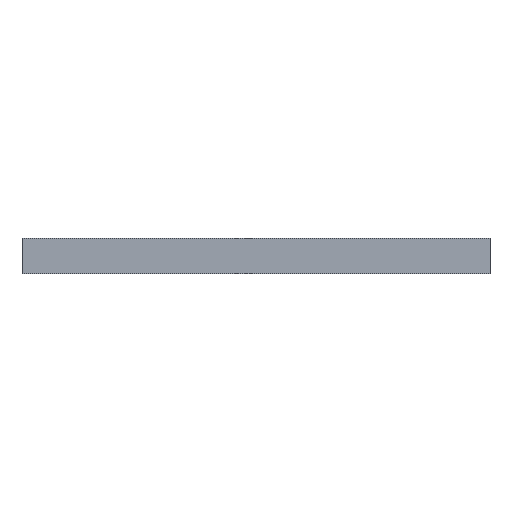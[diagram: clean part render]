
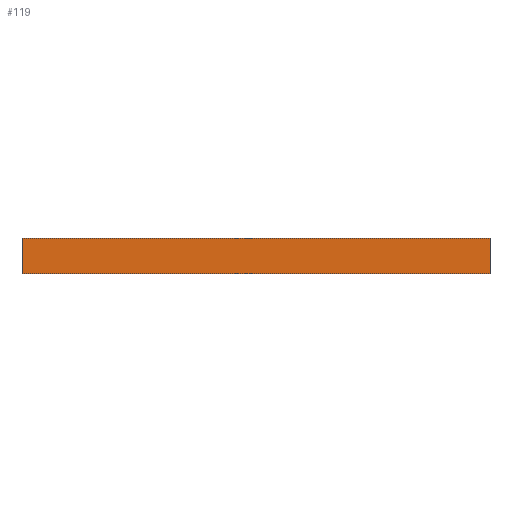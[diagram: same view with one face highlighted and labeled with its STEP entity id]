
A CAD part, front view. The second image highlights one B-rep face of the part: STEP entity #119.
In plain terms, the highlighted planar face has unit normal (0, -1, 0).
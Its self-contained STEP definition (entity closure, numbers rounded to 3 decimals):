
#119 = ADVANCED_FACE ( 'NONE', ( #2059 ), #1802, .F. ) ;
#393 = EDGE_CURVE ( 'NONE', #3971, #3970, #2695, .T. ) ;
#421 = EDGE_CURVE ( 'NONE', #3975, #3967, #2733, .T. ) ;
#426 = EDGE_CURVE ( 'NONE', #3971, #3975, #2742, .T. ) ;
#428 = EDGE_CURVE ( 'NONE', #3970, #3967, #2745, .T. ) ;
#919 = EDGE_LOOP ( 'NONE', ( #1014, #1015, #1016, #1017 ) ) ;
#1014 = ORIENTED_EDGE ( 'NONE', *, *, #421, .T. ) ;
#1015 = ORIENTED_EDGE ( 'NONE', *, *, #428, .F. ) ;
#1016 = ORIENTED_EDGE ( 'NONE', *, *, #393, .F. ) ;
#1017 = ORIENTED_EDGE ( 'NONE', *, *, #426, .T. ) ;
#1700 = AXIS2_PLACEMENT_3D ( 'NONE', #1794, #1804, #1805 ) ;
#1794 = CARTESIAN_POINT ( 'NONE',  ( 0., 0., 12. ) ) ;
#1802 = PLANE ( 'NONE',  #1700 ) ;
#1804 = DIRECTION ( 'NONE',  ( 0., 1., 0. ) ) ;
#1805 = DIRECTION ( 'NONE',  ( 0., 0., 1. ) ) ;
#2059 = FACE_OUTER_BOUND ( 'NONE', #919, .T. ) ;
#2695 = LINE ( 'NONE', #3074, #2704 ) ;
#2704 = VECTOR ( 'NONE', #3078, 1000. ) ;
#2733 = LINE ( 'NONE', #3497, #2738 ) ;
#2738 = VECTOR ( 'NONE', #3500, 1000. ) ;
#2742 = LINE ( 'NONE', #3507, #2744 ) ;
#2744 = VECTOR ( 'NONE', #3508, 1000. ) ;
#2745 = LINE ( 'NONE', #3517, #2748 ) ;
#2748 = VECTOR ( 'NONE', #3518, 1000. ) ;
#3074 = CARTESIAN_POINT ( 'NONE',  ( 0., 0., 12. ) ) ;
#3078 = DIRECTION ( 'NONE',  ( 1., 0., 0. ) ) ;
#3497 = CARTESIAN_POINT ( 'NONE',  ( 0., 0., 0. ) ) ;
#3500 = DIRECTION ( 'NONE',  ( 1., 0., 0. ) ) ;
#3507 = CARTESIAN_POINT ( 'NONE',  ( 0., 0., 12. ) ) ;
#3508 = DIRECTION ( 'NONE',  ( 0., 0., -1. ) ) ;
#3517 = CARTESIAN_POINT ( 'NONE',  ( 160., 0., 12. ) ) ;
#3518 = DIRECTION ( 'NONE',  ( 0., 0., -1. ) ) ;
#3864 = CARTESIAN_POINT ( 'NONE',  ( 160., 0., 0. ) ) ;
#3866 = CARTESIAN_POINT ( 'NONE',  ( 160., 0., 12. ) ) ;
#3868 = CARTESIAN_POINT ( 'NONE',  ( 0., 0., 12. ) ) ;
#3870 = CARTESIAN_POINT ( 'NONE',  ( 0., 0., 0. ) ) ;
#3967 = VERTEX_POINT ( 'NONE', #3864 ) ;
#3970 = VERTEX_POINT ( 'NONE', #3866 ) ;
#3971 = VERTEX_POINT ( 'NONE', #3868 ) ;
#3975 = VERTEX_POINT ( 'NONE', #3870 ) ;
